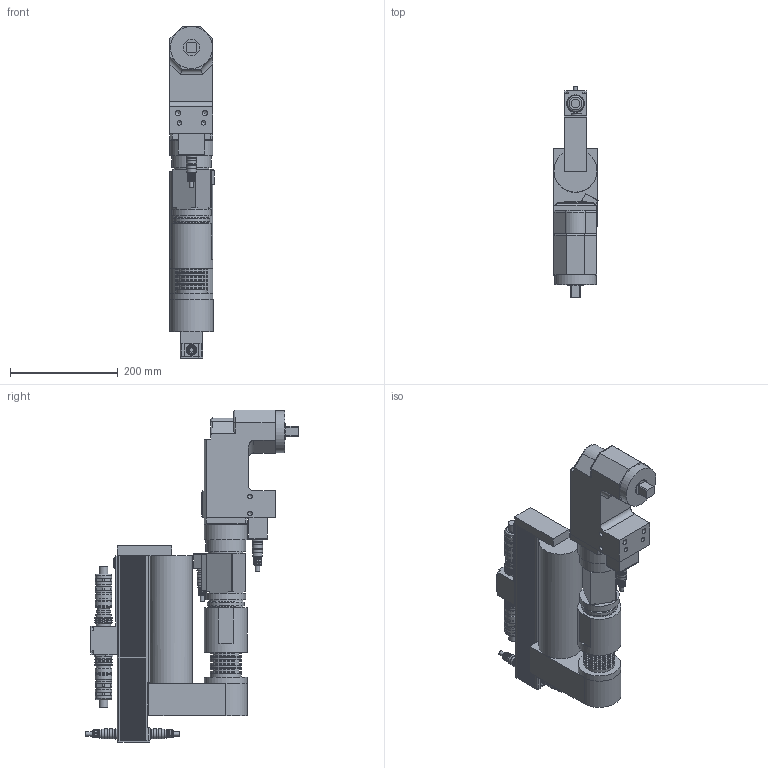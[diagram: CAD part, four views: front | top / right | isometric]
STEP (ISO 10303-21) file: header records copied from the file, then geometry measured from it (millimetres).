
FILE_DESCRIPTION((''),'2;1');
FILE_NAME('947588A3.stp','2011-03-25T14:01:15',('e4c32'),(''),'Autodesk Inventor 11','Autodesk Inventor 11','');
FILE_SCHEMA(('AUTOMOTIVE_DESIGN { 1 0 10303 214 1 1 1 1 }'));
Length unit declared in the file: millimetre
Products named in the file (7): 947588A3_IAM_001; 3WK2B_IPT_001; 3KXB_IPT_001; 3BUTS-3BXA_IPT_001.ipt_Motorumlenkung und Getriebe; 961104-005_IPT_002.ipt_Stecker gerade; 961089-002_IPT_002.ipt_Stecker gerade; 961104-005_IPT_001.ipt_Stecker gerade
Assembly tree (9 placements, depth 2):
  947588A3_IAM_001
    3WK2B_IPT_001
    3KXB_IPT_001
    3BUTS-3BXA_IPT_001.ipt_Motorumlenkung und Getriebe
    961104-005_IPT_002.ipt_Stecker gerade
    961089-002_IPT_002.ipt_Stecker gerade  x4
    961104-005_IPT_001.ipt_Stecker gerade
Bounding box: 82.47 x 394.3 x 616.9 mm (x, y, z)
Volume: 6307988.1 mm3; surface area: 493643.5 mm2
Topology: 9 solids, 9 shells, 1288 faces, 3149 edges, 1988 vertices
Faces by surface type: plane 829, cylinder 289, bspline 104, cone 43, torus 23
Full cylindrical faces by diameter (mm): 8 x4, 8.376 x2, 13.4 x4, 13.5 x2, 14 x20, 14.2 x4, 15.5 x2, 16 x12, 16.5 x2, 17.5 x2, 17.587 x8, 18 x8, 18.7 x8, 20 x5, 22.5 x1, 24 x1, 25.5 x1, 26.4 x1, 27 x1, 27.047 x1, 28 x2, 28.5 x1, 29.5 x3, 29.8 x4, 30 x5, 30.4 x2, 30.5 x3, 30.609 x1, 30.8 x4, 48 x8
Entity records: 33661 total; most frequent: CARTESIAN_POINT 7209, ORIENTED_EDGE 5586, DIRECTION 5072, EDGE_CURVE 2793, VERTEX_POINT 1852, VECTOR 1810, LINE 1810, AXIS2_PLACEMENT_3D 1631
